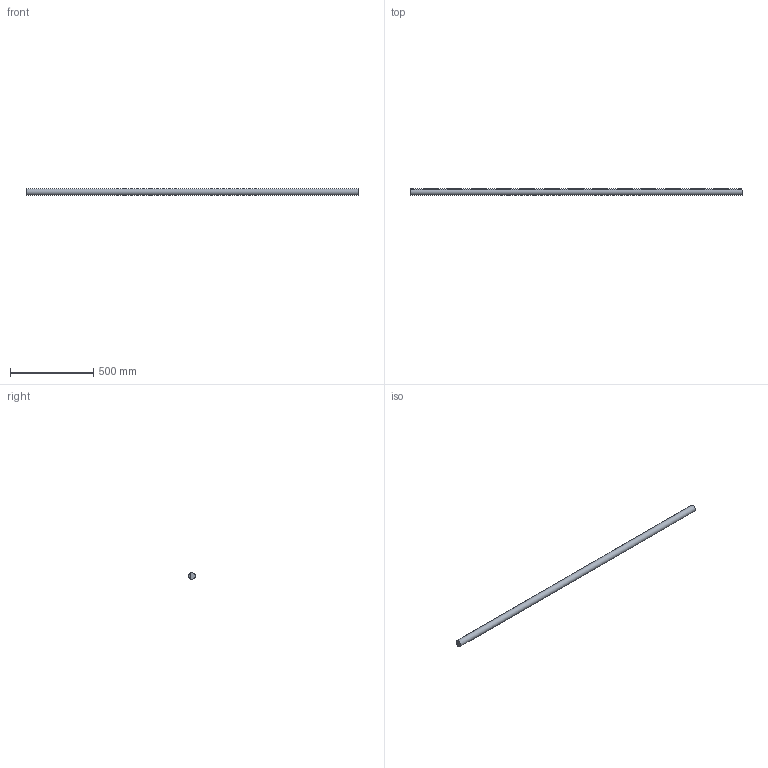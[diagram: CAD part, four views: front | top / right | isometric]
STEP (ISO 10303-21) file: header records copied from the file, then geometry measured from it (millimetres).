
FILE_DESCRIPTION(/* description */ ('STEP AP203'),/* implementation_level */ '2;1');
FILE_NAME(/* name */ '24463400',/* time_stamp */ '2024-05-23T11:34:17+02:00',/* author */ ('License CC BY-ND 4.0'),/* organization */ ('CADENAS'),/* preprocessor_version */ 'ST-DEVELOPER v19.3',/* originating_system */ 'PARTsolutions',/* authorisation */ ' ');
FILE_SCHEMA (('CONFIG_CONTROL_DESIGN'));
Length unit declared in the file: millimetre
Products named in the file (1): 24463400
Bounding box: 2000 x 39.93 x 39.91 mm (x, y, z)
Volume: 2333767.3 mm3; surface area: 295454.7 mm2
Topology: 1 solids, 1 shells, 481 faces, 1119 edges, 640 vertices
Faces by surface type: plane 480, cylinder 1
Full cylindrical faces by diameter (mm): 40 x1
Entity records: 12524 total; most frequent: DIRECTION 2244, CARTESIAN_POINT 2082, ORIENTED_EDGE 1920, EDGE_CURVE 960, AXIS2_PLACEMENT_3D 802, LINE 640, VECTOR 640, VERTEX_POINT 640
